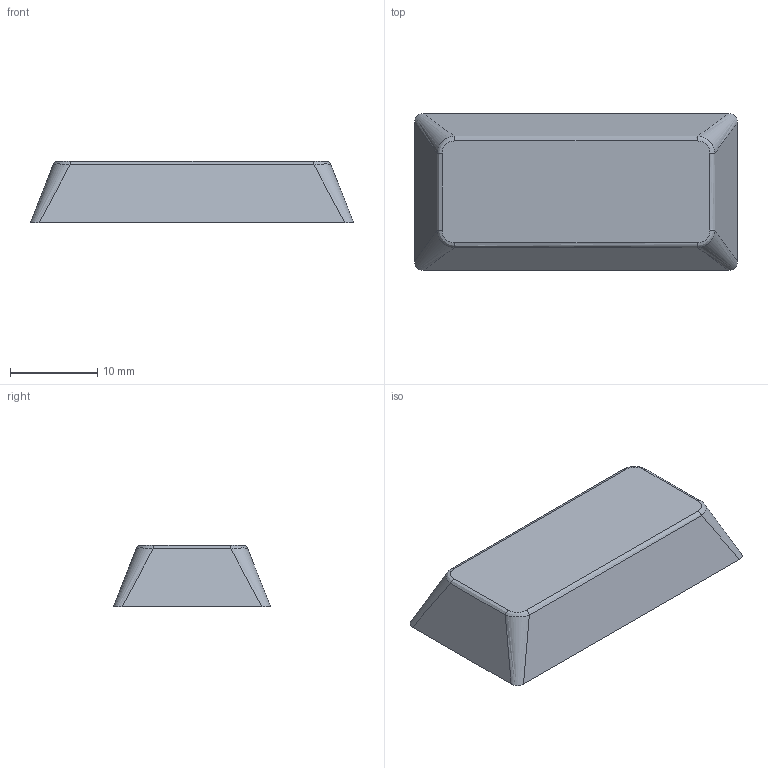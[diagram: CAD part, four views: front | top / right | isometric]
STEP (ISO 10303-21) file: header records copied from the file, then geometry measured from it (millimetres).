
FILE_DESCRIPTION(('FreeCAD Model'),'2;1');
FILE_NAME('Open CASCADE Shape Model','2024-03-01T17:34:37',(''),(''), 'Open CASCADE STEP processor 7.7','FreeCAD','Unknown');
FILE_SCHEMA(('AUTOMOTIVE_DESIGN { 1 0 10303 214 1 1 1 1 }'));
Length unit declared in the file: millimetre
Products named in the file (1): MXKey2Double
Bounding box: 37.05 x 18 x 7 mm (x, y, z)
Volume: 1571 mm3; surface area: 2210.8 mm2
Topology: 1 solids, 1 shells, 59 faces, 137 edges, 83 vertices
Faces by surface type: bspline 20, cylinder 17, plane 17, revolution 4, torus 1
Full cylindrical faces by diameter (mm): 5.3 x1
Entity records: 2475 total; most frequent: CARTESIAN_POINT 1258, ORIENTED_EDGE 274, DIRECTION 209, EDGE_CURVE 137, VERTEX_POINT 83, AXIS2_PLACEMENT_3D 72, FACE_BOUND 62, EDGE_LOOP 62
